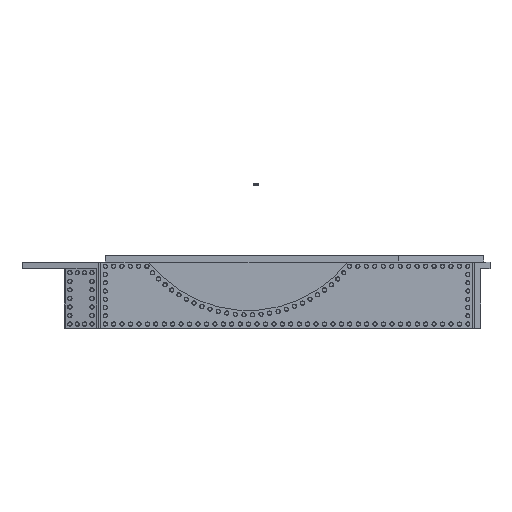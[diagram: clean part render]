
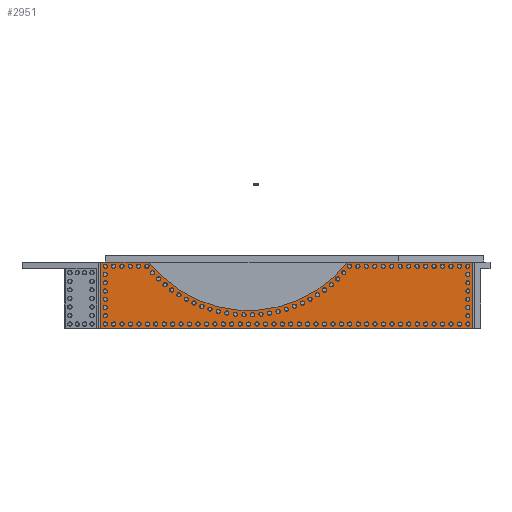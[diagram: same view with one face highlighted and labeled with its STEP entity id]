
A CAD part, top view. The second image highlights one B-rep face of the part: STEP entity #2951.
In plain terms, the highlighted face is planar.
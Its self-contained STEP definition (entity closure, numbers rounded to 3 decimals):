
#2741=CARTESIAN_POINT('',(86.784,-51.375,0.));
#2742=VERTEX_POINT('',#2741);
#2743=CARTESIAN_POINT('',(86.784,-20.375,0.));
#2744=VERTEX_POINT('',#2743);
#2745=CARTESIAN_POINT('',(86.784,-51.375,0.));
#2746=DIRECTION('',(0.,1.,0.));
#2747=VECTOR('',#2746,31.);
#2748=LINE('',#2745,#2747);
#2749=EDGE_CURVE('',#2742,#2744,#2748,.T.);
#2781=CARTESIAN_POINT('',(64.295,-20.375,0.));
#2782=VERTEX_POINT('',#2781);
#2783=CARTESIAN_POINT('',(86.784,-20.375,0.));
#2784=DIRECTION('',(-1.,0.,0.));
#2785=VECTOR('',#2784,22.488);
#2786=LINE('',#2783,#2785);
#2787=EDGE_CURVE('',#2744,#2782,#2786,.T.);
#2812=CARTESIAN_POINT('',(-28.434,-20.375,0.));
#2813=VERTEX_POINT('',#2812);
#2814=CARTESIAN_POINT('',(17.931,15.625,0.));
#2815=DIRECTION('',(0.,0.,-1.));
#2816=DIRECTION('',(-1.,0.,0.));
#2817=AXIS2_PLACEMENT_3D('',#2814,#2815,#2816);
#2818=CIRCLE('',#2817,58.7);
#2819=EDGE_CURVE('',#2782,#2813,#2818,.T.);
#2845=CARTESIAN_POINT('',(-86.784,-20.375,0.));
#2846=VERTEX_POINT('',#2845);
#2847=CARTESIAN_POINT('',(-28.434,-20.375,0.));
#2848=DIRECTION('',(-1.,0.,0.));
#2849=VECTOR('',#2848,58.349);
#2850=LINE('',#2847,#2849);
#2851=EDGE_CURVE('',#2813,#2846,#2850,.T.);
#2876=CARTESIAN_POINT('',(-86.784,-51.375,0.));
#2877=VERTEX_POINT('',#2876);
#2878=CARTESIAN_POINT('',(-86.784,-20.375,0.));
#2879=DIRECTION('',(-0.,-1.,0.));
#2880=VECTOR('',#2879,31.);
#2881=LINE('',#2878,#2880);
#2882=EDGE_CURVE('',#2846,#2877,#2881,.T.);
#2907=CARTESIAN_POINT('',(-86.784,-51.375,0.));
#2908=DIRECTION('',(1.,-0.,0.));
#2909=VECTOR('',#2908,173.567);
#2910=LINE('',#2907,#2909);
#2911=EDGE_CURVE('',#2877,#2742,#2910,.T.);
#2938=CARTESIAN_POINT('',(0.,0.,0.));
#2939=DIRECTION('',(0.,0.,1.));
#2940=DIRECTION('',(-1.,0.,0.));
#2941=AXIS2_PLACEMENT_3D('',#2938,#2939,#2940);
#2942=PLANE('',#2941);
#2943=ORIENTED_EDGE('',*,*,#2749,.F.);
#2944=ORIENTED_EDGE('',*,*,#2911,.F.);
#2945=ORIENTED_EDGE('',*,*,#2882,.F.);
#2946=ORIENTED_EDGE('',*,*,#2851,.F.);
#2947=ORIENTED_EDGE('',*,*,#2819,.F.);
#2948=ORIENTED_EDGE('',*,*,#2787,.F.);
#2949=EDGE_LOOP('',(#2943,#2944,#2945,#2946,#2947,#2948));
#2950=FACE_BOUND('',#2949,.T.);
#2951=ADVANCED_FACE('',(#2950),#2942,.F.);
